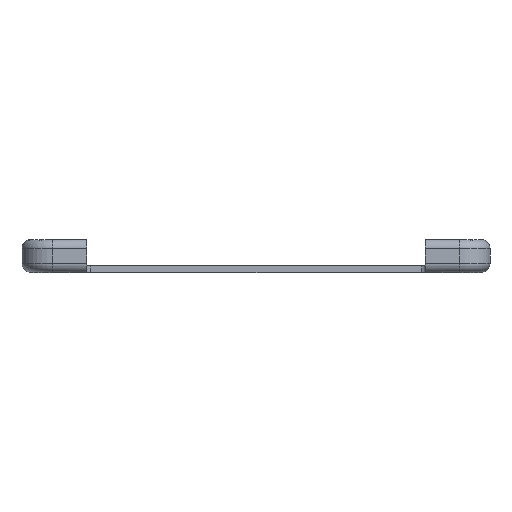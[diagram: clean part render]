
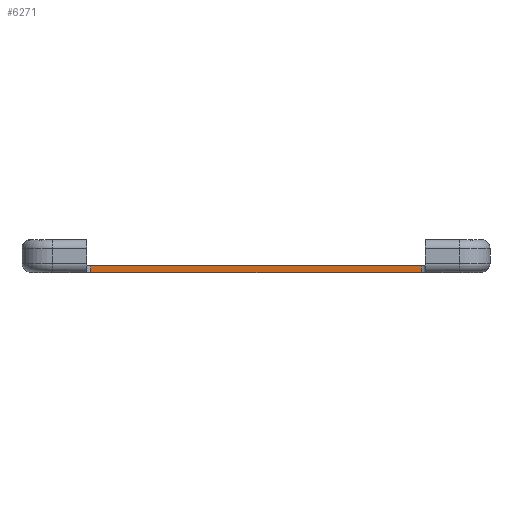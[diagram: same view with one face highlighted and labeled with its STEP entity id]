
A CAD part, left-side view. The second image highlights one B-rep face of the part: STEP entity #6271.
In plain terms, the highlighted planar face has unit normal (-1, 0, 0).
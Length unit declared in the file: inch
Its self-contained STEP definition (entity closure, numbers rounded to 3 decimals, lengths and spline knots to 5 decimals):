
#374 = VERTEX_POINT ( 'NONE', #7478 ) ;
#439 = VECTOR ( 'NONE', #6577, 39.37008 ) ;
#494 = CARTESIAN_POINT ( 'NONE',  ( -5.001, 2.42025, 0. ) ) ;
#702 = VERTEX_POINT ( 'NONE', #3173 ) ;
#992 = CARTESIAN_POINT ( 'NONE',  ( -5.001, -2.42025, -0.1 ) ) ;
#1096 = DIRECTION ( 'NONE',  ( 0., 0., 1. ) ) ;
#1358 = ORIENTED_EDGE ( 'NONE', *, *, #6922, .T. ) ;
#1401 = CARTESIAN_POINT ( 'NONE',  ( -5.001, 2.42025, -0.1 ) ) ;
#1669 = FACE_OUTER_BOUND ( 'NONE', #7488, .T. ) ;
#1745 = PLANE ( 'NONE',  #2296 ) ;
#2296 = AXIS2_PLACEMENT_3D ( 'NONE', #4008, #6335, #1096 ) ;
#2690 = ORIENTED_EDGE ( 'NONE', *, *, #4062, .T. ) ;
#2917 = LINE ( 'NONE', #4679, #4847 ) ;
#3173 = CARTESIAN_POINT ( 'NONE',  ( -5.001, -2.42025, -0.1 ) ) ;
#3247 = CARTESIAN_POINT ( 'NONE',  ( -5.001, 0., -0.1 ) ) ;
#3283 = EDGE_CURVE ( 'NONE', #374, #3835, #7112, .T. ) ;
#3698 = ORIENTED_EDGE ( 'NONE', *, *, #3858, .T. ) ;
#3706 = ORIENTED_EDGE ( 'NONE', *, *, #3283, .F. ) ;
#3835 = VERTEX_POINT ( 'NONE', #494 ) ;
#3858 = EDGE_CURVE ( 'NONE', #7315, #3835, #2917, .T. ) ;
#4008 = CARTESIAN_POINT ( 'NONE',  ( -5.001, 0., -0.1 ) ) ;
#4062 = EDGE_CURVE ( 'NONE', #702, #7315, #4408, .T. ) ;
#4230 = VECTOR ( 'NONE', #5655, 39.37008 ) ;
#4408 = LINE ( 'NONE', #992, #4230 ) ;
#4679 = CARTESIAN_POINT ( 'NONE',  ( -5.001, 0., 0. ) ) ;
#4847 = VECTOR ( 'NONE', #5818, 39.37008 ) ;
#5509 = DIRECTION ( 'NONE',  ( 0., -1., 0. ) ) ;
#5655 = DIRECTION ( 'NONE',  ( 0., 0., 1. ) ) ;
#5792 = CARTESIAN_POINT ( 'NONE',  ( -5.001, -2.42025, 0. ) ) ;
#5818 = DIRECTION ( 'NONE',  ( 0., 1., 0. ) ) ;
#6271 = ADVANCED_FACE ( 'NONE', ( #1669 ), #1745, .F. ) ;
#6335 = DIRECTION ( 'NONE',  ( 1., 0., 0. ) ) ;
#6577 = DIRECTION ( 'NONE',  ( 0., 0., 1. ) ) ;
#6660 = LINE ( 'NONE', #3247, #7319 ) ;
#6922 = EDGE_CURVE ( 'NONE', #374, #702, #6660, .T. ) ;
#7112 = LINE ( 'NONE', #1401, #439 ) ;
#7315 = VERTEX_POINT ( 'NONE', #5792 ) ;
#7319 = VECTOR ( 'NONE', #5509, 39.37008 ) ;
#7478 = CARTESIAN_POINT ( 'NONE',  ( -5.001, 2.42025, -0.1 ) ) ;
#7488 = EDGE_LOOP ( 'NONE', ( #1358, #2690, #3698, #3706 ) ) ;
